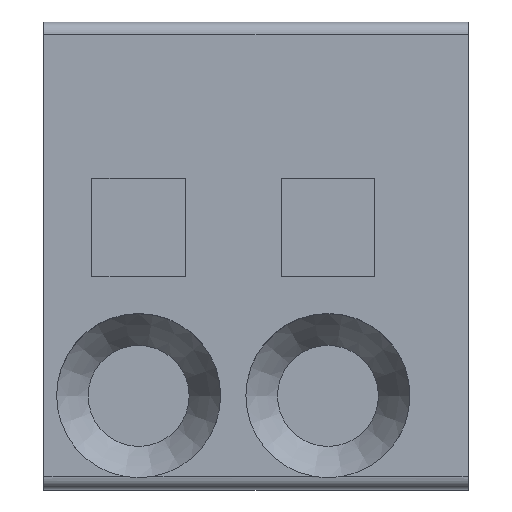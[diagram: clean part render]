
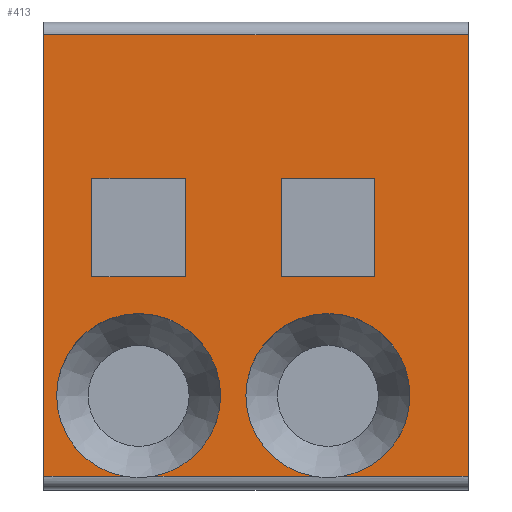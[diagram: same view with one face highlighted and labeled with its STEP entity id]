
A CAD part, top view. The second image highlights one B-rep face of the part: STEP entity #413.
In plain terms, the highlighted planar face has unit normal (0, 0, 1).
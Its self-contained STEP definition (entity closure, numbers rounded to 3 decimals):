
#140 = VERTEX_POINT('',#141);
#141 = CARTESIAN_POINT('',(10.25,-15.42,24.15));
#148 = EDGE_CURVE('',#140,#149,#151,.T.);
#149 = VERTEX_POINT('',#150);
#150 = CARTESIAN_POINT('',(10.25,2.08,24.15));
#151 = LINE('',#152,#153);
#152 = CARTESIAN_POINT('',(10.25,-15.92,24.15));
#153 = VECTOR('',#154,1.);
#154 = DIRECTION('',(0.,1.,0.));
#317 = EDGE_CURVE('',#318,#320,#322,.T.);
#318 = VERTEX_POINT('',#319);
#319 = CARTESIAN_POINT('',(-6.55,-15.42,24.15));
#320 = VERTEX_POINT('',#321);
#321 = CARTESIAN_POINT('',(-3.368,-15.42,24.15));
#322 = LINE('',#323,#324);
#323 = CARTESIAN_POINT('',(-6.55,-15.42,24.15));
#324 = VECTOR('',#325,1.);
#325 = DIRECTION('',(1.,0.,0.));
#336 = EDGE_CURVE('',#337,#140,#339,.T.);
#337 = VERTEX_POINT('',#338);
#338 = CARTESIAN_POINT('',(5.268,-15.42,24.15));
#339 = LINE('',#340,#341);
#340 = CARTESIAN_POINT('',(-6.55,-15.42,24.15));
#341 = VECTOR('',#342,1.);
#342 = DIRECTION('',(1.,0.,0.));
#345 = VERTEX_POINT('',#346);
#346 = CARTESIAN_POINT('',(4.132,-15.42,24.15));
#361 = EDGE_CURVE('',#362,#345,#364,.T.);
#362 = VERTEX_POINT('',#363);
#363 = CARTESIAN_POINT('',(-2.232,-15.42,24.15));
#364 = LINE('',#365,#366);
#365 = CARTESIAN_POINT('',(-6.55,-15.42,24.15));
#366 = VECTOR('',#367,1.);
#367 = DIRECTION('',(1.,0.,0.));
#393 = EDGE_CURVE('',#149,#394,#396,.T.);
#394 = VERTEX_POINT('',#395);
#395 = CARTESIAN_POINT('',(-6.55,2.08,24.15));
#396 = LINE('',#397,#398);
#397 = CARTESIAN_POINT('',(10.25,2.08,24.15));
#398 = VECTOR('',#399,1.);
#399 = DIRECTION('',(-1.,0.,0.));
#413 = ADVANCED_FACE('',(#414,#459,#493),#527,.T.);
#414 = FACE_BOUND('',#415,.T.);
#415 = EDGE_LOOP('',(#416,#417,#418,#419,#425,#426,#435,#442,#443,#452)
);
#416 = ORIENTED_EDGE('',*,*,#336,.T.);
#417 = ORIENTED_EDGE('',*,*,#148,.T.);
#418 = ORIENTED_EDGE('',*,*,#393,.T.);
#419 = ORIENTED_EDGE('',*,*,#420,.T.);
#420 = EDGE_CURVE('',#394,#318,#421,.T.);
#421 = LINE('',#422,#423);
#422 = CARTESIAN_POINT('',(-6.55,2.58,24.15));
#423 = VECTOR('',#424,1.);
#424 = DIRECTION('',(0.,-1.,0.));
#425 = ORIENTED_EDGE('',*,*,#317,.T.);
#426 = ORIENTED_EDGE('',*,*,#427,.F.);
#427 = EDGE_CURVE('',#428,#320,#430,.T.);
#428 = VERTEX_POINT('',#429);
#429 = CARTESIAN_POINT('',(0.45,-12.22,24.15));
#430 = CIRCLE('',#431,3.25);
#431 = AXIS2_PLACEMENT_3D('',#432,#433,#434);
#432 = CARTESIAN_POINT('',(-2.8,-12.22,24.15));
#433 = DIRECTION('',(0.,0.,1.));
#434 = DIRECTION('',(1.,0.,-0.));
#435 = ORIENTED_EDGE('',*,*,#436,.F.);
#436 = EDGE_CURVE('',#362,#428,#437,.T.);
#437 = CIRCLE('',#438,3.25);
#438 = AXIS2_PLACEMENT_3D('',#439,#440,#441);
#439 = CARTESIAN_POINT('',(-2.8,-12.22,24.15));
#440 = DIRECTION('',(0.,0.,1.));
#441 = DIRECTION('',(1.,0.,-0.));
#442 = ORIENTED_EDGE('',*,*,#361,.T.);
#443 = ORIENTED_EDGE('',*,*,#444,.F.);
#444 = EDGE_CURVE('',#445,#345,#447,.T.);
#445 = VERTEX_POINT('',#446);
#446 = CARTESIAN_POINT('',(7.95,-12.22,24.15));
#447 = CIRCLE('',#448,3.25);
#448 = AXIS2_PLACEMENT_3D('',#449,#450,#451);
#449 = CARTESIAN_POINT('',(4.7,-12.22,24.15));
#450 = DIRECTION('',(0.,0.,1.));
#451 = DIRECTION('',(1.,0.,-0.));
#452 = ORIENTED_EDGE('',*,*,#453,.F.);
#453 = EDGE_CURVE('',#337,#445,#454,.T.);
#454 = CIRCLE('',#455,3.25);
#455 = AXIS2_PLACEMENT_3D('',#456,#457,#458);
#456 = CARTESIAN_POINT('',(4.7,-12.22,24.15));
#457 = DIRECTION('',(0.,0.,1.));
#458 = DIRECTION('',(1.,0.,-0.));
#459 = FACE_BOUND('',#460,.T.);
#460 = EDGE_LOOP('',(#461,#471,#479,#487));
#461 = ORIENTED_EDGE('',*,*,#462,.F.);
#462 = EDGE_CURVE('',#463,#465,#467,.T.);
#463 = VERTEX_POINT('',#464);
#464 = CARTESIAN_POINT('',(-4.65,-7.52,24.15));
#465 = VERTEX_POINT('',#466);
#466 = CARTESIAN_POINT('',(-0.95,-7.52,24.15));
#467 = LINE('',#468,#469);
#468 = CARTESIAN_POINT('',(-4.65,-7.52,24.15));
#469 = VECTOR('',#470,1.);
#470 = DIRECTION('',(1.,0.,0.));
#471 = ORIENTED_EDGE('',*,*,#472,.F.);
#472 = EDGE_CURVE('',#473,#463,#475,.T.);
#473 = VERTEX_POINT('',#474);
#474 = CARTESIAN_POINT('',(-4.65,-3.62,24.15));
#475 = LINE('',#476,#477);
#476 = CARTESIAN_POINT('',(-4.65,-3.62,24.15));
#477 = VECTOR('',#478,1.);
#478 = DIRECTION('',(0.,-1.,0.));
#479 = ORIENTED_EDGE('',*,*,#480,.F.);
#480 = EDGE_CURVE('',#481,#473,#483,.T.);
#481 = VERTEX_POINT('',#482);
#482 = CARTESIAN_POINT('',(-0.95,-3.62,24.15));
#483 = LINE('',#484,#485);
#484 = CARTESIAN_POINT('',(-0.95,-3.62,24.15));
#485 = VECTOR('',#486,1.);
#486 = DIRECTION('',(-1.,0.,0.));
#487 = ORIENTED_EDGE('',*,*,#488,.F.);
#488 = EDGE_CURVE('',#465,#481,#489,.T.);
#489 = LINE('',#490,#491);
#490 = CARTESIAN_POINT('',(-0.95,-7.52,24.15));
#491 = VECTOR('',#492,1.);
#492 = DIRECTION('',(0.,1.,0.));
#493 = FACE_BOUND('',#494,.T.);
#494 = EDGE_LOOP('',(#495,#505,#513,#521));
#495 = ORIENTED_EDGE('',*,*,#496,.F.);
#496 = EDGE_CURVE('',#497,#499,#501,.T.);
#497 = VERTEX_POINT('',#498);
#498 = CARTESIAN_POINT('',(2.85,-7.52,24.15));
#499 = VERTEX_POINT('',#500);
#500 = CARTESIAN_POINT('',(6.55,-7.52,24.15));
#501 = LINE('',#502,#503);
#502 = CARTESIAN_POINT('',(2.85,-7.52,24.15));
#503 = VECTOR('',#504,1.);
#504 = DIRECTION('',(1.,0.,0.));
#505 = ORIENTED_EDGE('',*,*,#506,.F.);
#506 = EDGE_CURVE('',#507,#497,#509,.T.);
#507 = VERTEX_POINT('',#508);
#508 = CARTESIAN_POINT('',(2.85,-3.62,24.15));
#509 = LINE('',#510,#511);
#510 = CARTESIAN_POINT('',(2.85,-3.62,24.15));
#511 = VECTOR('',#512,1.);
#512 = DIRECTION('',(0.,-1.,0.));
#513 = ORIENTED_EDGE('',*,*,#514,.F.);
#514 = EDGE_CURVE('',#515,#507,#517,.T.);
#515 = VERTEX_POINT('',#516);
#516 = CARTESIAN_POINT('',(6.55,-3.62,24.15));
#517 = LINE('',#518,#519);
#518 = CARTESIAN_POINT('',(6.55,-3.62,24.15));
#519 = VECTOR('',#520,1.);
#520 = DIRECTION('',(-1.,0.,0.));
#521 = ORIENTED_EDGE('',*,*,#522,.F.);
#522 = EDGE_CURVE('',#499,#515,#523,.T.);
#523 = LINE('',#524,#525);
#524 = CARTESIAN_POINT('',(6.55,-7.52,24.15));
#525 = VECTOR('',#526,1.);
#526 = DIRECTION('',(0.,1.,0.));
#527 = PLANE('',#528);
#528 = AXIS2_PLACEMENT_3D('',#529,#530,#531);
#529 = CARTESIAN_POINT('',(1.85,-6.67,24.15));
#530 = DIRECTION('',(0.,0.,1.));
#531 = DIRECTION('',(1.,0.,-0.));
